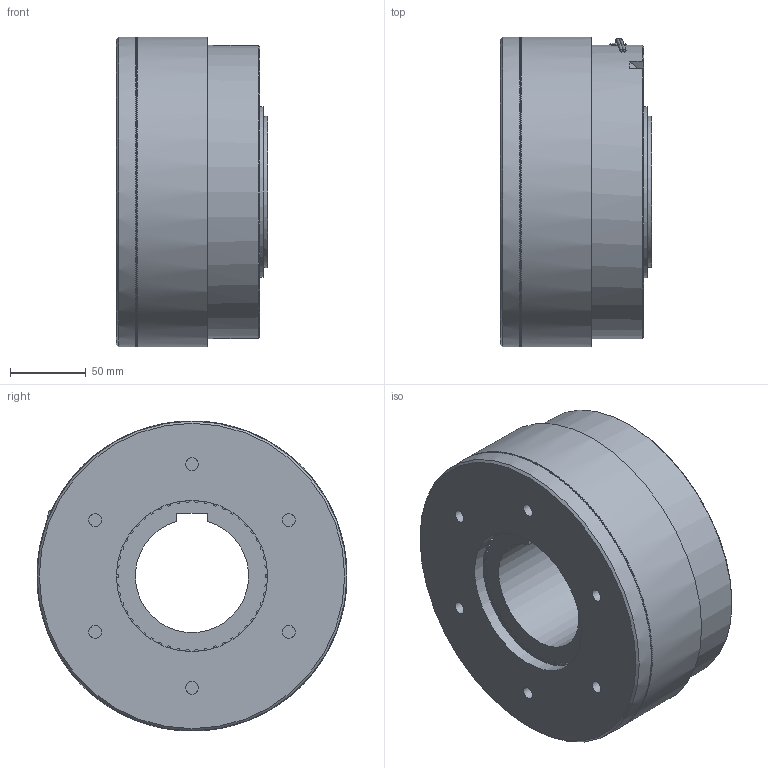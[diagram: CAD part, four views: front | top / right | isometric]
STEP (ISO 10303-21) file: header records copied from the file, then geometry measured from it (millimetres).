
FILE_DESCRIPTION(/* description */ (''),/* implementation_level */ '2;1');
FILE_NAME(/* name */ 'ESB-N185_Z.stp',/* time_stamp */ '2025-01-21T08:41:35+01:00',/* author */ ('nesvadba'),/* organization */ (''),/* preprocessor_version */ 'ST-DEVELOPER v20',/* originating_system */ 'Autodesk Inventor 2025',/* authorisation */ '');
FILE_SCHEMA (('AUTOMOTIVE_DESIGN { 1 0 10303 214 3 1 1 }'));
Products named in the file (1): 07_80_185_01 ESB-N185_Z@STEP
Bounding box: 100 x 205 x 205 mm (x, y, z)
Volume: 2215009.7 mm3; surface area: 367223.7 mm2
Topology: 1 solids, 11 shells, 4407 faces, 13545 edges, 8972 vertices
Faces by surface type: plane 3437, cylinder 708, torus 201, sphere 46, bspline 12, cone 3
Full cylindrical faces by diameter (mm): 2 x1, 3 x2, 3.5 x2, 4 x3, 8.376 x6, 9.5 x9, 11 x1, 96 x1, 96.5 x2, 100 x6, 106.5 x1, 107 x1, 108 x4, 117 x4, 124 x1, 125 x4, 130 x1, 155 x1, 179 x1, 191 x1, 194 x1, 195 x1, 205 x1
Entity records: 171936 total; most frequent: CARTESIAN_POINT 39733, DIRECTION 30631, ORIENTED_EDGE 26906, EDGE_CURVE 13453, AXIS2_PLACEMENT_3D 13221, VERTEX_POINT 8972, EDGE_LOOP 6200, ELLIPSE 4900
